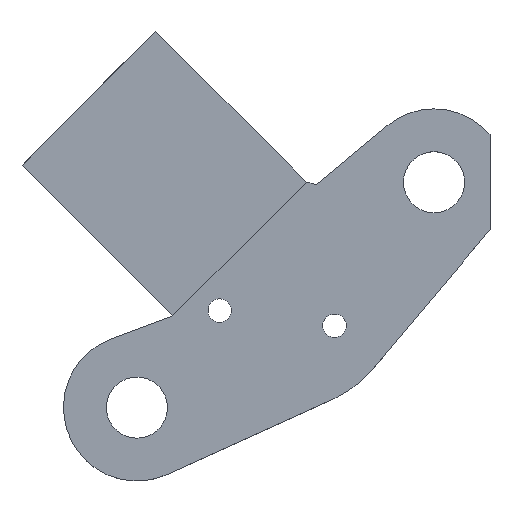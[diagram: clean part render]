
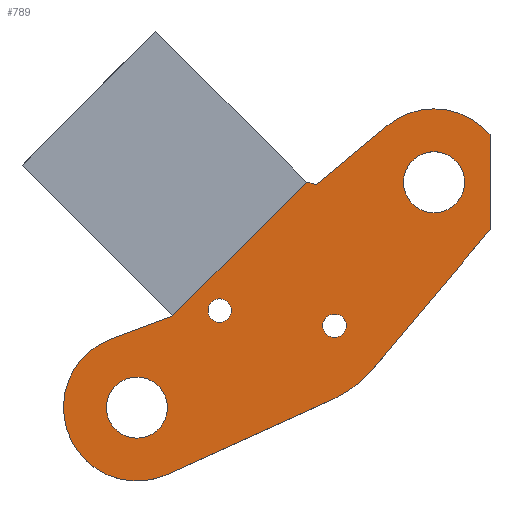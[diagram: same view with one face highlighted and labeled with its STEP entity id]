
A CAD part, top view. The second image highlights one B-rep face of the part: STEP entity #789.
In plain terms, the highlighted planar face has unit normal (0, 0, 1).
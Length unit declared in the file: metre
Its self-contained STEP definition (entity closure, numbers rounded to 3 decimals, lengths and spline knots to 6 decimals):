
#28=CIRCLE('',#848,0.00625);
#29=CIRCLE('',#849,0.009761);
#30=CIRCLE('',#850,0.00625);
#31=CIRCLE('',#851,0.009761);
#32=CIRCLE('',#852,0.001);
#33=CIRCLE('',#853,0.001);
#34=CIRCLE('',#854,0.0026);
#35=CIRCLE('',#855,0.0026);
#76=ORIENTED_EDGE('',*,*,#302,.F.);
#77=ORIENTED_EDGE('',*,*,#303,.T.);
#78=ORIENTED_EDGE('',*,*,#304,.T.);
#79=ORIENTED_EDGE('',*,*,#305,.T.);
#80=ORIENTED_EDGE('',*,*,#306,.F.);
#81=ORIENTED_EDGE('',*,*,#307,.F.);
#82=ORIENTED_EDGE('',*,*,#308,.T.);
#83=ORIENTED_EDGE('',*,*,#309,.T.);
#84=ORIENTED_EDGE('',*,*,#310,.F.);
#85=ORIENTED_EDGE('',*,*,#311,.F.);
#86=ORIENTED_EDGE('',*,*,#312,.T.);
#87=ORIENTED_EDGE('',*,*,#313,.T.);
#88=ORIENTED_EDGE('',*,*,#314,.F.);
#89=ORIENTED_EDGE('',*,*,#315,.F.);
#302=EDGE_CURVE('',#415,#400,#491,.T.);
#303=EDGE_CURVE('',#415,#416,#492,.T.);
#304=EDGE_CURVE('',#416,#417,#28,.T.);
#305=EDGE_CURVE('',#417,#418,#493,.T.);
#306=EDGE_CURVE('',#419,#418,#29,.T.);
#307=EDGE_CURVE('',#420,#419,#494,.F.);
#308=EDGE_CURVE('',#420,#421,#495,.T.);
#309=EDGE_CURVE('',#421,#422,#30,.T.);
#310=EDGE_CURVE('',#423,#422,#496,.T.);
#311=EDGE_CURVE('',#400,#423,#31,.T.);
#312=EDGE_CURVE('',#424,#424,#32,.F.);
#313=EDGE_CURVE('',#425,#425,#33,.F.);
#314=EDGE_CURVE('',#426,#426,#34,.T.);
#315=EDGE_CURVE('',#427,#427,#35,.T.);
#400=VERTEX_POINT('',#1160);
#415=VERTEX_POINT('',#1194);
#416=VERTEX_POINT('',#1196);
#417=VERTEX_POINT('',#1198);
#418=VERTEX_POINT('',#1200);
#419=VERTEX_POINT('',#1202);
#420=VERTEX_POINT('',#1204);
#421=VERTEX_POINT('',#1206);
#422=VERTEX_POINT('',#1208);
#423=VERTEX_POINT('',#1210);
#424=VERTEX_POINT('',#1213);
#425=VERTEX_POINT('',#1215);
#426=VERTEX_POINT('',#1217);
#427=VERTEX_POINT('',#1219);
#491=LINE('',#1193,#574);
#492=LINE('',#1195,#575);
#493=LINE('',#1199,#576);
#494=LINE('',#1203,#577);
#495=LINE('',#1205,#578);
#496=LINE('',#1209,#579);
#574=VECTOR('',#947,1.);
#575=VECTOR('',#948,1.);
#576=VECTOR('',#951,1.);
#577=VECTOR('',#954,1.);
#578=VECTOR('',#955,1.);
#579=VECTOR('',#958,1.);
#640=EDGE_LOOP('',(#76,#77,#78,#79,#80,#81,#82,#83,#84,#85));
#641=EDGE_LOOP('',(#86));
#642=EDGE_LOOP('',(#87));
#643=EDGE_LOOP('',(#88));
#644=EDGE_LOOP('',(#89));
#699=FACE_BOUND('',#640,.T.);
#700=FACE_BOUND('',#641,.T.);
#701=FACE_BOUND('',#642,.T.);
#702=FACE_BOUND('',#643,.T.);
#703=FACE_BOUND('',#644,.T.);
#758=PLANE('',#847);
#789=ADVANCED_FACE('',(#699,#700,#701,#702,#703),#758,.T.);
#847=AXIS2_PLACEMENT_3D('',#1192,#945,#946);
#848=AXIS2_PLACEMENT_3D('',#1197,#949,#950);
#849=AXIS2_PLACEMENT_3D('',#1201,#952,#953);
#850=AXIS2_PLACEMENT_3D('',#1207,#956,#957);
#851=AXIS2_PLACEMENT_3D('',#1211,#959,#960);
#852=AXIS2_PLACEMENT_3D('',#1212,#961,#962);
#853=AXIS2_PLACEMENT_3D('',#1214,#963,#964);
#854=AXIS2_PLACEMENT_3D('',#1216,#965,#966);
#855=AXIS2_PLACEMENT_3D('',#1218,#967,#968);
#945=DIRECTION('',(0.,0.,1.));
#946=DIRECTION('',(1.,0.,0.));
#947=DIRECTION('',(0.707,0.707,0.));
#948=DIRECTION('',(-0.937,-0.348,0.));
#949=DIRECTION('',(0.,0.,1.));
#950=DIRECTION('',(0.,-1.,0.));
#951=DIRECTION('',(0.911,0.413,0.));
#952=DIRECTION('',(0.,0.,-1.));
#953=DIRECTION('',(0.,1.,0.));
#954=DIRECTION('',(0.643,0.765,0.));
#955=DIRECTION('',(0.,1.,0.));
#956=DIRECTION('',(0.,0.,1.));
#957=DIRECTION('',(0.,-1.,0.));
#958=DIRECTION('',(0.767,0.642,0.));
#959=DIRECTION('',(0.,0.,-1.));
#960=DIRECTION('',(0.,1.,0.));
#961=DIRECTION('',(0.,0.,1.));
#962=DIRECTION('',(0.,-1.,0.));
#963=DIRECTION('',(0.,0.,1.));
#964=DIRECTION('',(0.,-1.,0.));
#965=DIRECTION('',(0.,0.,1.));
#966=DIRECTION('',(0.,-1.,0.));
#967=DIRECTION('',(0.,0.,1.));
#968=DIRECTION('',(0.,-1.,0.));
#1160=CARTESIAN_POINT('',(0.038352,-0.030143,0.064044));
#1192=CARTESIAN_POINT('',(0.034261,-0.035907,0.064044));
#1193=CARTESIAN_POINT('',(0.03266,-0.035835,0.064044));
#1194=CARTESIAN_POINT('',(0.026968,-0.041528,0.064044));
#1195=CARTESIAN_POINT('',(0.024352,-0.0425,0.064044));
#1196=CARTESIAN_POINT('',(0.021736,-0.043472,0.064044));
#1197=CARTESIAN_POINT('',(0.023914,-0.049331,0.064044));
#1198=CARTESIAN_POINT('',(0.026496,-0.055022,0.064044));
#1199=CARTESIAN_POINT('',(0.033545,-0.051825,0.064044));
#1200=CARTESIAN_POINT('',(0.040595,-0.048628,0.064044));
#1201=CARTESIAN_POINT('',(0.036563,-0.039738,0.064044));
#1202=CARTESIAN_POINT('',(0.044035,-0.046019,0.064044));
#1203=CARTESIAN_POINT('',(0.049016,-0.040093,0.064044));
#1204=CARTESIAN_POINT('',(0.053975,-0.034193,0.064044));
#1205=CARTESIAN_POINT('',(0.053975,-0.030146,0.064044));
#1206=CARTESIAN_POINT('',(0.053975,-0.026099,0.064044));
#1207=CARTESIAN_POINT('',(0.049213,-0.030146,0.064044));
#1208=CARTESIAN_POINT('',(0.045199,-0.025355,0.064044));
#1209=CARTESIAN_POINT('',(0.042217,-0.027853,0.064044));
#1210=CARTESIAN_POINT('',(0.039236,-0.03035,0.064044));
#1211=CARTESIAN_POINT('',(0.036563,-0.039738,0.064044));
#1212=CARTESIAN_POINT('',(0.030971,-0.041073,0.064044));
#1213=CARTESIAN_POINT('',(0.030971,-0.042073,0.064044));
#1214=CARTESIAN_POINT('',(0.040741,-0.042372,0.064044));
#1215=CARTESIAN_POINT('',(0.040741,-0.043372,0.064044));
#1216=CARTESIAN_POINT('',(0.049213,-0.030146,0.064044));
#1217=CARTESIAN_POINT('',(0.049213,-0.032746,0.064044));
#1218=CARTESIAN_POINT('',(0.023914,-0.049331,0.064044));
#1219=CARTESIAN_POINT('',(0.023914,-0.051931,0.064044));
